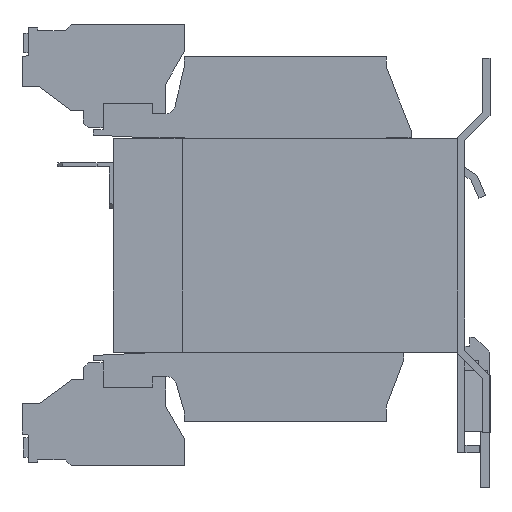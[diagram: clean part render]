
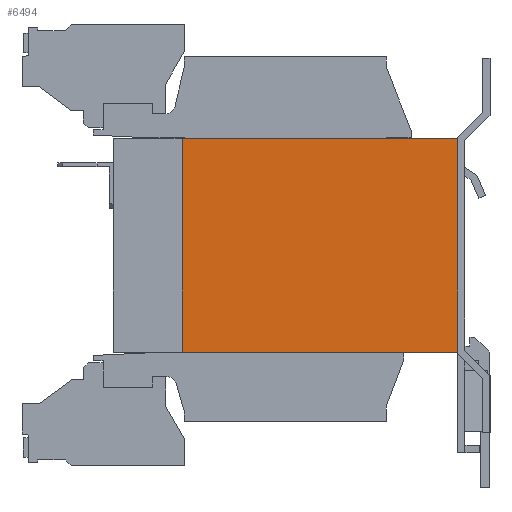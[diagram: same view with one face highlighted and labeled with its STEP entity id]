
A CAD part, left-side view. The second image highlights one B-rep face of the part: STEP entity #6494.
In plain terms, the highlighted planar face has unit normal (-1, 0, 0).
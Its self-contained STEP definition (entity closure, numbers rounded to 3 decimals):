
#126 = VERTEX_POINT ( 'NONE', #8661 ) ;
#159 = CARTESIAN_POINT ( 'NONE',  ( -42., 0., 21.75 ) ) ;
#296 = CARTESIAN_POINT ( 'NONE',  ( -42., 21., -21.75 ) ) ;
#810 = DIRECTION ( 'NONE',  ( 0., 0., -1. ) ) ;
#2211 = CARTESIAN_POINT ( 'NONE',  ( -42., 21., 21.75 ) ) ;
#2574 = CARTESIAN_POINT ( 'NONE',  ( -42., 21., 21.75 ) ) ;
#2665 = AXIS2_PLACEMENT_3D ( 'NONE', #3189, #7050, #10849 ) ;
#2917 = VERTEX_POINT ( 'NONE', #296 ) ;
#3189 = CARTESIAN_POINT ( 'NONE',  ( -42., 0., 21.75 ) ) ;
#3222 = LINE ( 'NONE', #2574, #6014 ) ;
#3323 = ORIENTED_EDGE ( 'NONE', *, *, #4852, .T. ) ;
#3796 = LINE ( 'NONE', #159, #11376 ) ;
#4852 = EDGE_CURVE ( 'NONE', #7146, #2917, #3222, .T. ) ;
#5072 = DIRECTION ( 'NONE',  ( 0., -1., 0. ) ) ;
#5194 = EDGE_CURVE ( 'NONE', #7146, #126, #3796, .T. ) ;
#5441 = VERTEX_POINT ( 'NONE', #11136 ) ;
#5682 = LINE ( 'NONE', #9897, #8913 ) ;
#5972 = FACE_OUTER_BOUND ( 'NONE', #9285, .T. ) ;
#6014 = VECTOR ( 'NONE', #810, 1000. ) ;
#6453 = EDGE_CURVE ( 'NONE', #126, #5441, #5682, .T. ) ;
#6494 = ADVANCED_FACE ( 'NONE', ( #5972 ), #6920, .F. ) ;
#6920 = PLANE ( 'NONE',  #2665 ) ;
#7050 = DIRECTION ( 'NONE',  ( 1., 0., 0. ) ) ;
#7146 = VERTEX_POINT ( 'NONE', #2211 ) ;
#8661 = CARTESIAN_POINT ( 'NONE',  ( -42., -35., 21.75 ) ) ;
#8900 = ORIENTED_EDGE ( 'NONE', *, *, #5194, .F. ) ;
#8913 = VECTOR ( 'NONE', #11802, 1000. ) ;
#9117 = CARTESIAN_POINT ( 'NONE',  ( -42., 0., -21.75 ) ) ;
#9285 = EDGE_LOOP ( 'NONE', ( #10996, #12028, #8900, #3323 ) ) ;
#9681 = VECTOR ( 'NONE', #10230, 1000. ) ;
#9897 = CARTESIAN_POINT ( 'NONE',  ( -42., -35., 21.75 ) ) ;
#9945 = EDGE_CURVE ( 'NONE', #2917, #5441, #10001, .T. ) ;
#10001 = LINE ( 'NONE', #9117, #9681 ) ;
#10230 = DIRECTION ( 'NONE',  ( 0., -1., 0. ) ) ;
#10849 = DIRECTION ( 'NONE',  ( 0., 1., 0. ) ) ;
#10996 = ORIENTED_EDGE ( 'NONE', *, *, #9945, .T. ) ;
#11136 = CARTESIAN_POINT ( 'NONE',  ( -42., -35., -21.75 ) ) ;
#11376 = VECTOR ( 'NONE', #5072, 1000. ) ;
#11802 = DIRECTION ( 'NONE',  ( 0., 0., -1. ) ) ;
#12028 = ORIENTED_EDGE ( 'NONE', *, *, #6453, .F. ) ;
